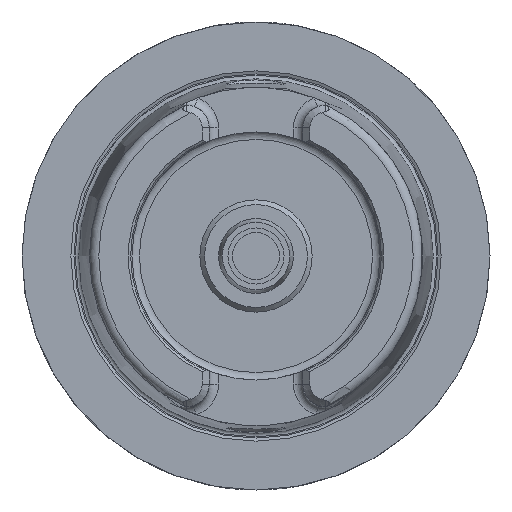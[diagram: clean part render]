
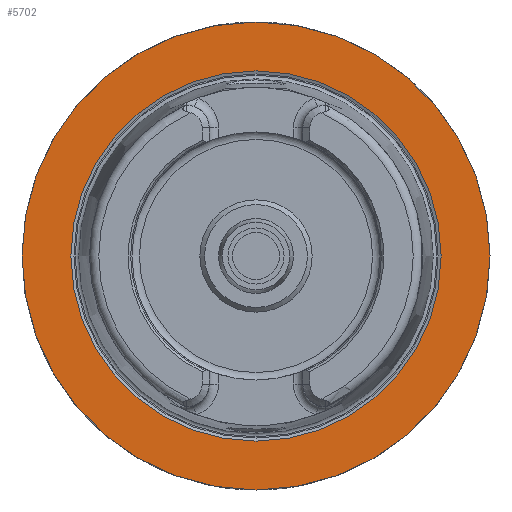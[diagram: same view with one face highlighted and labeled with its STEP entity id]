
A CAD part, left-side view. The second image highlights one B-rep face of the part: STEP entity #5702.
In plain terms, the highlighted planar face has unit normal (-1, 0, 0).
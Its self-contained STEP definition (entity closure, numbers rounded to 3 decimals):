
#4818=CARTESIAN_POINT('',(0.,50.0,0.0));
#4819=VERTEX_POINT('',#4818);
#4820=CARTESIAN_POINT('',(0.,0.,0.0));
#4821=DIRECTION('',(1.0,0.0,0.0));
#4822=DIRECTION('',(0.0,1.0,0.0));
#4823=AXIS2_PLACEMENT_3D('',#4820,#4821,#4822);
#4824=CIRCLE('',#4823,50.0);
#4825=EDGE_CURVE('',#4819,#4819,#4824,.T.);
#5676=CARTESIAN_POINT('',(0.,39.55,0.0));
#5677=VERTEX_POINT('',#5676);
#5678=CARTESIAN_POINT('',(0.,0.,0.0));
#5679=DIRECTION('',(1.0,0.0,0.0));
#5680=DIRECTION('',(0.0,1.0,0.0));
#5681=AXIS2_PLACEMENT_3D('',#5678,#5679,#5680);
#5682=CIRCLE('',#5681,39.55);
#5683=EDGE_CURVE('',#5677,#5677,#5682,.T.);
#5691=CARTESIAN_POINT('',(0.,44.775,0.0));
#5692=DIRECTION('',(-1.0,0.0,0.0));
#5693=DIRECTION('',(0.0,0.0,1.0));
#5694=AXIS2_PLACEMENT_3D('',#5691,#5692,#5693);
#5695=PLANE('',#5694);
#5696=ORIENTED_EDGE('',*,*,#4825,.F.);
#5697=EDGE_LOOP('',(#5696));
#5698=FACE_OUTER_BOUND('',#5697,.T.);
#5699=ORIENTED_EDGE('',*,*,#5683,.T.);
#5700=EDGE_LOOP('',(#5699));
#5701=FACE_BOUND('',#5700,.T.);
#5702=ADVANCED_FACE('',(#5698,#5701),#5695,.T.);
